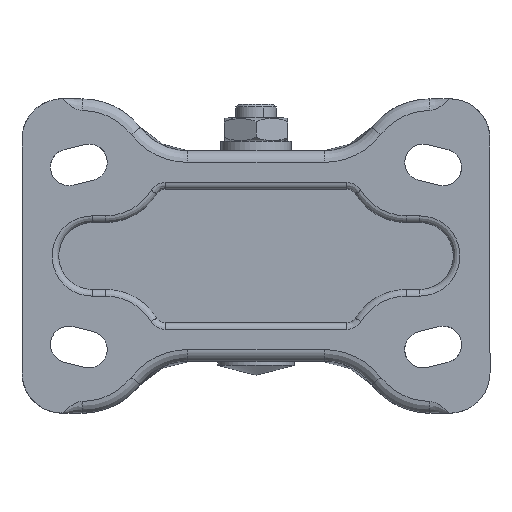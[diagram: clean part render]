
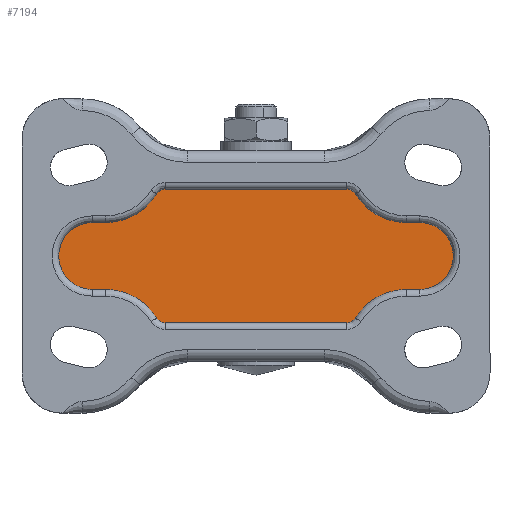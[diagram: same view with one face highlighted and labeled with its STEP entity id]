
A CAD part, top view. The second image highlights one B-rep face of the part: STEP entity #7194.
In plain terms, the highlighted free-form (B-spline) face has degree [1, 1] with [2, 2] control points.
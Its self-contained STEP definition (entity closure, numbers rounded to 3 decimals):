
#6987=CARTESIAN_POINT('',(-64.894,21.998,102.));
#6988=CARTESIAN_POINT('',(64.894,21.998,102.));
#6989=CARTESIAN_POINT('',(-64.894,-21.998,102.));
#6990=CARTESIAN_POINT('',(64.894,-21.998,102.));
#6991=B_SPLINE_SURFACE_WITH_KNOTS('',1,1,((#6987,#6989),(#6988,#6990)),.UNSPECIFIED.,.F.,.F.,.U.,(2,2),(2,2),(0.0,129.788),(0.0,43.996),.UNSPECIFIED.);
#6992=CARTESIAN_POINT('',(-45.,-10.,102.));
#6993=VERTEX_POINT('',#6992);
#6994=CARTESIAN_POINT('',(-49.,-10.0,102.));
#6995=VERTEX_POINT('',#6994);
#6996=CARTESIAN_POINT('',(-45.,-10.,102.));
#6997=CARTESIAN_POINT('',(-49.,-10.0,102.));
#6998=QUASI_UNIFORM_CURVE('',1,(#6996,#6997),.UNSPECIFIED.,.F.,.U.);
#6999=EDGE_CURVE('',#6993,#6995,#6998,.T.);
#7000=ORIENTED_EDGE('',*,*,#6999,.F.);
#7001=CARTESIAN_POINT('',(-29.667,-18.571,102.));
#7002=VERTEX_POINT('',#7001);
#7003=CARTESIAN_POINT('',(-29.667,-18.571,102.));
#7004=CARTESIAN_POINT('',(-34.938,-10.,102.));
#7005=CARTESIAN_POINT('',(-45.,-10.,102.));
#7013=(BOUNDED_CURVE()B_SPLINE_CURVE(2,(#7003,#7004,#7005),.UNSPECIFIED.,.F.,.U.)CURVE()GEOMETRIC_REPRESENTATION_ITEM()QUASI_UNIFORM_CURVE()RATIONAL_B_SPLINE_CURVE((1.0,0.873,1.0))REPRESENTATION_ITEM(''));
#7014=EDGE_CURVE('',#7002,#6993,#7013,.T.);
#7015=ORIENTED_EDGE('',*,*,#7014,.F.);
#7016=CARTESIAN_POINT('',(-27.111,-20.0,102.));
#7017=VERTEX_POINT('',#7016);
#7018=CARTESIAN_POINT('',(-29.667,-18.571,102.));
#7019=CARTESIAN_POINT('',(-28.789,-20.,102.));
#7020=CARTESIAN_POINT('',(-27.111,-20.0,102.));
#7028=(BOUNDED_CURVE()B_SPLINE_CURVE(2,(#7018,#7019,#7020),.UNSPECIFIED.,.F.,.U.)CURVE()GEOMETRIC_REPRESENTATION_ITEM()QUASI_UNIFORM_CURVE()RATIONAL_B_SPLINE_CURVE((1.0,0.873,1.0))REPRESENTATION_ITEM(''));
#7029=EDGE_CURVE('',#7002,#7017,#7028,.T.);
#7030=ORIENTED_EDGE('',*,*,#7029,.T.);
#7031=CARTESIAN_POINT('',(27.111,-20.0,102.));
#7032=VERTEX_POINT('',#7031);
#7033=CARTESIAN_POINT('',(27.111,-20.0,102.));
#7034=CARTESIAN_POINT('',(-27.111,-20.0,102.));
#7035=QUASI_UNIFORM_CURVE('',1,(#7033,#7034),.UNSPECIFIED.,.F.,.U.);
#7036=EDGE_CURVE('',#7032,#7017,#7035,.T.);
#7037=ORIENTED_EDGE('',*,*,#7036,.F.);
#7038=CARTESIAN_POINT('',(29.667,-18.571,102.));
#7039=VERTEX_POINT('',#7038);
#7040=CARTESIAN_POINT('',(27.111,-20.0,102.));
#7041=CARTESIAN_POINT('',(28.789,-20.,102.));
#7042=CARTESIAN_POINT('',(29.667,-18.571,102.));
#7050=(BOUNDED_CURVE()B_SPLINE_CURVE(2,(#7040,#7041,#7042),.UNSPECIFIED.,.F.,.U.)CURVE()GEOMETRIC_REPRESENTATION_ITEM()QUASI_UNIFORM_CURVE()RATIONAL_B_SPLINE_CURVE((1.0,0.873,1.0))REPRESENTATION_ITEM(''));
#7051=EDGE_CURVE('',#7032,#7039,#7050,.T.);
#7052=ORIENTED_EDGE('',*,*,#7051,.T.);
#7053=CARTESIAN_POINT('',(45.,-10.,102.));
#7054=VERTEX_POINT('',#7053);
#7055=CARTESIAN_POINT('',(45.,-10.,102.));
#7056=CARTESIAN_POINT('',(34.938,-10.,102.));
#7057=CARTESIAN_POINT('',(29.667,-18.571,102.));
#7065=(BOUNDED_CURVE()B_SPLINE_CURVE(2,(#7055,#7056,#7057),.UNSPECIFIED.,.F.,.U.)CURVE()GEOMETRIC_REPRESENTATION_ITEM()QUASI_UNIFORM_CURVE()RATIONAL_B_SPLINE_CURVE((1.0,0.873,1.0))REPRESENTATION_ITEM(''));
#7066=EDGE_CURVE('',#7054,#7039,#7065,.T.);
#7067=ORIENTED_EDGE('',*,*,#7066,.F.);
#7068=CARTESIAN_POINT('',(49.,-10.,102.));
#7069=VERTEX_POINT('',#7068);
#7070=CARTESIAN_POINT('',(49.,-10.,102.));
#7071=CARTESIAN_POINT('',(45.,-10.,102.));
#7072=QUASI_UNIFORM_CURVE('',1,(#7070,#7071),.UNSPECIFIED.,.F.,.U.);
#7073=EDGE_CURVE('',#7069,#7054,#7072,.T.);
#7074=ORIENTED_EDGE('',*,*,#7073,.F.);
#7075=CARTESIAN_POINT('',(49.,10.,102.));
#7076=VERTEX_POINT('',#7075);
#7077=CARTESIAN_POINT('',(49.,-10.,102.));
#7078=CARTESIAN_POINT('',(54.773,-10.,102.));
#7079=CARTESIAN_POINT('',(57.66,-5.,102.));
#7080=CARTESIAN_POINT('',(60.547,0.,102.));
#7081=CARTESIAN_POINT('',(57.66,5.,102.));
#7082=CARTESIAN_POINT('',(54.774,10.0,102.));
#7083=CARTESIAN_POINT('',(49.,10.0,102.));
#7091=(BOUNDED_CURVE()B_SPLINE_CURVE(2,(#7077,#7078,#7079,#7080,#7081,#7082,#7083),.UNSPECIFIED.,.F.,.U.)B_SPLINE_CURVE_WITH_KNOTS((3,2,2,3),(0.0,0.333,0.667,1.0),.UNSPECIFIED.)CURVE()GEOMETRIC_REPRESENTATION_ITEM()RATIONAL_B_SPLINE_CURVE((1.0,0.866,1.0,0.866,1.0,0.866,1.0))REPRESENTATION_ITEM(''));
#7092=EDGE_CURVE('',#7069,#7076,#7091,.T.);
#7093=ORIENTED_EDGE('',*,*,#7092,.T.);
#7094=CARTESIAN_POINT('',(45.,10.,102.));
#7095=VERTEX_POINT('',#7094);
#7096=CARTESIAN_POINT('',(45.,10.,102.));
#7097=CARTESIAN_POINT('',(49.,10.,102.));
#7098=QUASI_UNIFORM_CURVE('',1,(#7096,#7097),.UNSPECIFIED.,.F.,.U.);
#7099=EDGE_CURVE('',#7095,#7076,#7098,.T.);
#7100=ORIENTED_EDGE('',*,*,#7099,.F.);
#7101=CARTESIAN_POINT('',(29.667,18.571,102.));
#7102=VERTEX_POINT('',#7101);
#7103=CARTESIAN_POINT('',(29.667,18.571,102.));
#7104=CARTESIAN_POINT('',(34.938,10.,102.));
#7105=CARTESIAN_POINT('',(45.,10.,102.));
#7113=(BOUNDED_CURVE()B_SPLINE_CURVE(2,(#7103,#7104,#7105),.UNSPECIFIED.,.F.,.U.)CURVE()GEOMETRIC_REPRESENTATION_ITEM()QUASI_UNIFORM_CURVE()RATIONAL_B_SPLINE_CURVE((1.0,0.873,1.0))REPRESENTATION_ITEM(''));
#7114=EDGE_CURVE('',#7102,#7095,#7113,.T.);
#7115=ORIENTED_EDGE('',*,*,#7114,.F.);
#7116=CARTESIAN_POINT('',(27.111,20.0,102.));
#7117=VERTEX_POINT('',#7116);
#7118=CARTESIAN_POINT('',(29.667,18.571,102.));
#7119=CARTESIAN_POINT('',(28.789,20.0,102.));
#7120=CARTESIAN_POINT('',(27.111,20.0,102.));
#7128=(BOUNDED_CURVE()B_SPLINE_CURVE(2,(#7118,#7119,#7120),.UNSPECIFIED.,.F.,.U.)CURVE()GEOMETRIC_REPRESENTATION_ITEM()QUASI_UNIFORM_CURVE()RATIONAL_B_SPLINE_CURVE((1.0,0.873,1.0))REPRESENTATION_ITEM(''));
#7129=EDGE_CURVE('',#7102,#7117,#7128,.T.);
#7130=ORIENTED_EDGE('',*,*,#7129,.T.);
#7131=CARTESIAN_POINT('',(-27.111,20.0,102.));
#7132=VERTEX_POINT('',#7131);
#7133=CARTESIAN_POINT('',(-27.111,20.0,102.));
#7134=CARTESIAN_POINT('',(27.111,20.0,102.));
#7135=QUASI_UNIFORM_CURVE('',1,(#7133,#7134),.UNSPECIFIED.,.F.,.U.);
#7136=EDGE_CURVE('',#7132,#7117,#7135,.T.);
#7137=ORIENTED_EDGE('',*,*,#7136,.F.);
#7138=CARTESIAN_POINT('',(-29.667,18.571,102.));
#7139=VERTEX_POINT('',#7138);
#7140=CARTESIAN_POINT('',(-27.111,20.0,102.));
#7141=CARTESIAN_POINT('',(-28.789,20.,102.));
#7142=CARTESIAN_POINT('',(-29.667,18.571,102.));
#7150=(BOUNDED_CURVE()B_SPLINE_CURVE(2,(#7140,#7141,#7142),.UNSPECIFIED.,.F.,.U.)CURVE()GEOMETRIC_REPRESENTATION_ITEM()QUASI_UNIFORM_CURVE()RATIONAL_B_SPLINE_CURVE((1.0,0.873,1.0))REPRESENTATION_ITEM(''));
#7151=EDGE_CURVE('',#7132,#7139,#7150,.T.);
#7152=ORIENTED_EDGE('',*,*,#7151,.T.);
#7153=CARTESIAN_POINT('',(-45.0,10.,102.));
#7154=VERTEX_POINT('',#7153);
#7155=CARTESIAN_POINT('',(-45.0,10.0,102.));
#7156=CARTESIAN_POINT('',(-34.938,10.,102.));
#7157=CARTESIAN_POINT('',(-29.667,18.571,102.));
#7165=(BOUNDED_CURVE()B_SPLINE_CURVE(2,(#7155,#7156,#7157),.UNSPECIFIED.,.F.,.U.)CURVE()GEOMETRIC_REPRESENTATION_ITEM()QUASI_UNIFORM_CURVE()RATIONAL_B_SPLINE_CURVE((1.0,0.873,1.0))REPRESENTATION_ITEM(''));
#7166=EDGE_CURVE('',#7154,#7139,#7165,.T.);
#7167=ORIENTED_EDGE('',*,*,#7166,.F.);
#7168=CARTESIAN_POINT('',(-49.,10.,102.));
#7169=VERTEX_POINT('',#7168);
#7170=CARTESIAN_POINT('',(-49.,10.,102.));
#7171=CARTESIAN_POINT('',(-45.0,10.,102.));
#7172=QUASI_UNIFORM_CURVE('',1,(#7170,#7171),.UNSPECIFIED.,.F.,.U.);
#7173=EDGE_CURVE('',#7169,#7154,#7172,.T.);
#7174=ORIENTED_EDGE('',*,*,#7173,.F.);
#7175=CARTESIAN_POINT('',(-49.,10.,102.));
#7176=CARTESIAN_POINT('',(-54.774,10.,102.));
#7177=CARTESIAN_POINT('',(-57.66,5.,102.));
#7178=CARTESIAN_POINT('',(-60.547,0.,102.));
#7179=CARTESIAN_POINT('',(-57.66,-5.,102.));
#7180=CARTESIAN_POINT('',(-54.774,-10.,102.));
#7181=CARTESIAN_POINT('',(-49.,-10.,102.));
#7189=(BOUNDED_CURVE()B_SPLINE_CURVE(2,(#7175,#7176,#7177,#7178,#7179,#7180,#7181),.UNSPECIFIED.,.F.,.U.)B_SPLINE_CURVE_WITH_KNOTS((3,2,2,3),(0.0,0.333,0.667,1.0),.UNSPECIFIED.)CURVE()GEOMETRIC_REPRESENTATION_ITEM()RATIONAL_B_SPLINE_CURVE((1.0,0.866,1.0,0.866,1.0,0.866,1.0))REPRESENTATION_ITEM(''));
#7190=EDGE_CURVE('',#7169,#6995,#7189,.T.);
#7191=ORIENTED_EDGE('',*,*,#7190,.T.);
#7192=EDGE_LOOP('',(#7000,#7015,#7030,#7037,#7052,#7067,#7074,#7093,#7100,#7115,#7130,#7137,#7152,#7167,#7174,#7191));
#7193=FACE_OUTER_BOUND('',#7192,.T.);
#7194=ADVANCED_FACE('',(#7193),#6991,.F.);
